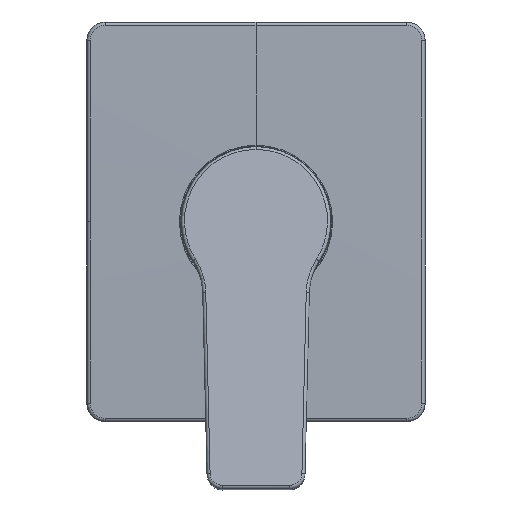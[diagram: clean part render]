
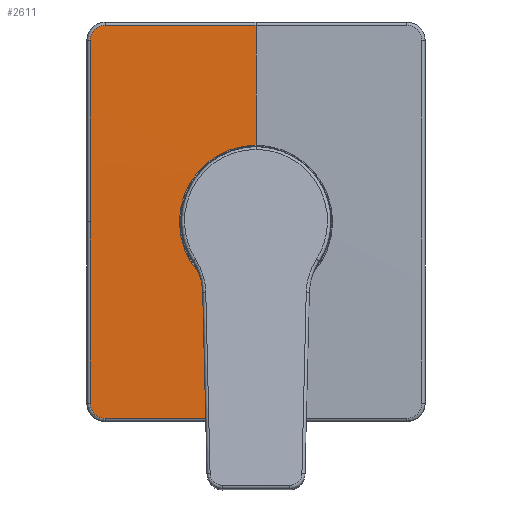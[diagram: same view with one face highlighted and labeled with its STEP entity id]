
A CAD part, top view. The second image highlights one B-rep face of the part: STEP entity #2611.
In plain terms, the highlighted spherical face has radius 4000 mm.
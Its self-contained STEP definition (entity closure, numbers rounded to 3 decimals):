
#37 = EDGE_CURVE ( 'NONE', #2569, #2098, #1409, .T. ) ;
#56 = CIRCLE ( 'NONE', #1532, 3998.087 ) ;
#69 = EDGE_CURVE ( 'NONE', #3799, #1376, #1657, .T. ) ;
#139 = ORIENTED_EDGE ( 'NONE', *, *, #69, .T. ) ;
#359 = EDGE_CURVE ( 'NONE', #1376, #818, #56, .T. ) ;
#363 = FACE_OUTER_BOUND ( 'NONE', #1867, .T. ) ;
#448 = EDGE_CURVE ( 'NONE', #818, #2794, #4573, .T. ) ;
#468 = ORIENTED_EDGE ( 'NONE', *, *, #753, .T. ) ;
#625 = DIRECTION ( 'NONE',  ( -0.017, 0., -1. ) ) ;
#634 = DIRECTION ( 'NONE',  ( 1., 0., -0.017 ) ) ;
#642 = CARTESIAN_POINT ( 'NONE',  ( -91.357, 84.963, -3905.757 ) ) ;
#753 = EDGE_CURVE ( 'NONE', #2569, #3799, #2988, .T. ) ;
#818 = VERTEX_POINT ( 'NONE', #4244 ) ;
#859 = CARTESIAN_POINT ( 'NONE',  ( 32.333, 84.963, -3907.916 ) ) ;
#867 = AXIS2_PLACEMENT_3D ( 'NONE', #2094, #1776, #1399 ) ;
#1132 = EDGE_CURVE ( 'NONE', #2794, #3677, #4310, .T. ) ;
#1166 = AXIS2_PLACEMENT_3D ( 'NONE', #4351, #4339, #4331 ) ;
#1234 = DIRECTION ( 'NONE',  ( 0., -1., 0. ) ) ;
#1256 = SPHERICAL_SURFACE ( 'NONE', #4292, 4000. ) ;
#1260 = ORIENTED_EDGE ( 'NONE', *, *, #359, .T. ) ;
#1261 = ORIENTED_EDGE ( 'NONE', *, *, #4479, .T. ) ;
#1300 = CARTESIAN_POINT ( 'NONE',  ( -16.679, 21.038, 91.272 ) ) ;
#1309 = DIRECTION ( 'NONE',  ( -0.017, 0., -1. ) ) ;
#1316 = DIRECTION ( 'NONE',  ( 1., 0., -0.017 ) ) ;
#1329 = CARTESIAN_POINT ( 'NONE',  ( -91.357, 84.963, -3905.757 ) ) ;
#1376 = VERTEX_POINT ( 'NONE', #3301 ) ;
#1399 = DIRECTION ( 'NONE',  ( 0., 1., 0. ) ) ;
#1409 = CIRCLE ( 'NONE', #1166, 4000. ) ;
#1500 = ORIENTED_EDGE ( 'NONE', *, *, #1132, .T. ) ;
#1532 = AXIS2_PLACEMENT_3D ( 'NONE', #1329, #1316, #1309 ) ;
#1548 = AXIS2_PLACEMENT_3D ( 'NONE', #3860, #3844, #3836 ) ;
#1566 = DIRECTION ( 'NONE',  ( 0., 1., -0.017 ) ) ;
#1611 = CARTESIAN_POINT ( 'NONE',  ( -16.679, 21.038, 91.272 ) ) ;
#1614 = VERTEX_POINT ( 'NONE', #3661 ) ;
#1617 = CARTESIAN_POINT ( 'NONE',  ( -17.976, 21.038, 91.256 ) ) ;
#1646 = CARTESIAN_POINT ( 'NONE',  ( -19.244, 21.57, 91.249 ) ) ;
#1650 = CARTESIAN_POINT ( 'NONE',  ( -21.056, 23.38, 91.253 ) ) ;
#1657 = B_SPLINE_CURVE_WITH_KNOTS ( 'NONE', 3,
 ( #4318, #4370, #4503, #4293, #4227, #4207 ),
 .UNSPECIFIED., .F., .F.,
 ( 4, 2, 4 ),
 ( 0., 0.5, 1. ),
 .UNSPECIFIED. ) ;
#1666 = CARTESIAN_POINT ( 'NONE',  ( -21.589, 25.948, 91.285 ) ) ;
#1683 = CARTESIAN_POINT ( 'NONE',  ( -21.589, 24.652, 91.266 ) ) ;
#1776 = DIRECTION ( 'NONE',  ( 0., 0., 1. ) ) ;
#1867 = EDGE_LOOP ( 'NONE', ( #1261, #4163, #4108, #4050, #468, #139, #1260, #2949, #1500 ) ) ;
#1869 = CARTESIAN_POINT ( 'NONE',  ( -16.679, 148.888, 91.272 ) ) ;
#1939 = CARTESIAN_POINT ( 'NONE',  ( 32.333, 109.863, 92.006 ) ) ;
#2081 = CIRCLE ( 'NONE', #2570, 4000. ) ;
#2094 = CARTESIAN_POINT ( 'NONE',  ( 32.333, 84.963, 92.006 ) ) ;
#2098 = VERTEX_POINT ( 'NONE', #1939 ) ;
#2221 = CIRCLE ( 'NONE', #867, 24.9 ) ;
#2569 = VERTEX_POINT ( 'NONE', #3645 ) ;
#2570 = AXIS2_PLACEMENT_3D ( 'NONE', #859, #3447, #1234 ) ;
#2611 = ADVANCED_FACE ( 'NONE', ( #363 ), #1256, .T. ) ;
#2794 = VERTEX_POINT ( 'NONE', #3816 ) ;
#2949 = ORIENTED_EDGE ( 'NONE', *, *, #448, .T. ) ;
#2988 = CIRCLE ( 'NONE', #1548, 3997.765 ) ;
#2997 = EDGE_CURVE ( 'NONE', #2098, #1614, #2221, .T. ) ;
#3148 = CIRCLE ( 'NONE', #4870, 3997.765 ) ;
#3242 = AXIS2_PLACEMENT_3D ( 'NONE', #642, #634, #625 ) ;
#3301 = CARTESIAN_POINT ( 'NONE',  ( -21.589, 143.978, 91.285 ) ) ;
#3447 = DIRECTION ( 'NONE',  ( -1., 0., 0. ) ) ;
#3645 = CARTESIAN_POINT ( 'NONE',  ( 32.333, 148.883, 91.573 ) ) ;
#3661 = CARTESIAN_POINT ( 'NONE',  ( 32.333, 60.063, 92.006 ) ) ;
#3677 = VERTEX_POINT ( 'NONE', #1300 ) ;
#3717 = CARTESIAN_POINT ( 'NONE',  ( 32.333, 84.963, -3907.916 ) ) ;
#3756 = CARTESIAN_POINT ( 'NONE',  ( 32.333, -48.727, -3905.583 ) ) ;
#3799 = VERTEX_POINT ( 'NONE', #1869 ) ;
#3816 = CARTESIAN_POINT ( 'NONE',  ( -21.589, 25.948, 91.285 ) ) ;
#3836 = DIRECTION ( 'NONE',  ( 0., 0.017, -1. ) ) ;
#3844 = DIRECTION ( 'NONE',  ( 0., -1., -0.017 ) ) ;
#3860 = CARTESIAN_POINT ( 'NONE',  ( 32.333, 218.653, -3905.583 ) ) ;
#4050 = ORIENTED_EDGE ( 'NONE', *, *, #37, .F. ) ;
#4108 = ORIENTED_EDGE ( 'NONE', *, *, #2997, .F. ) ;
#4135 = DIRECTION ( 'NONE',  ( 0., 0.017, 1. ) ) ;
#4163 = ORIENTED_EDGE ( 'NONE', *, *, #4563, .T. ) ;
#4207 = CARTESIAN_POINT ( 'NONE',  ( -21.589, 143.978, 91.285 ) ) ;
#4227 = CARTESIAN_POINT ( 'NONE',  ( -21.589, 145.275, 91.266 ) ) ;
#4244 = CARTESIAN_POINT ( 'NONE',  ( -21.581, 84.963, 91.72 ) ) ;
#4292 = AXIS2_PLACEMENT_3D ( 'NONE', #3717, #4424, #4463 ) ;
#4293 = CARTESIAN_POINT ( 'NONE',  ( -21.057, 146.543, 91.253 ) ) ;
#4310 = B_SPLINE_CURVE_WITH_KNOTS ( 'NONE', 3,
 ( #1666, #1683, #1650, #1646, #1617, #1611 ),
 .UNSPECIFIED., .F., .F.,
 ( 4, 2, 4 ),
 ( 0., 0.5, 1. ),
 .UNSPECIFIED. ) ;
#4318 = CARTESIAN_POINT ( 'NONE',  ( -16.679, 148.888, 91.272 ) ) ;
#4331 = DIRECTION ( 'NONE',  ( 0., 0., -1. ) ) ;
#4339 = DIRECTION ( 'NONE',  ( 1., 0., 0. ) ) ;
#4351 = CARTESIAN_POINT ( 'NONE',  ( 32.333, 84.963, -3907.916 ) ) ;
#4370 = CARTESIAN_POINT ( 'NONE',  ( -17.976, 148.888, 91.256 ) ) ;
#4424 = DIRECTION ( 'NONE',  ( -1., 0., 0. ) ) ;
#4463 = DIRECTION ( 'NONE',  ( 0., 1., 0. ) ) ;
#4479 = EDGE_CURVE ( 'NONE', #3677, #4542, #3148, .T. ) ;
#4503 = CARTESIAN_POINT ( 'NONE',  ( -19.247, 148.355, 91.249 ) ) ;
#4542 = VERTEX_POINT ( 'NONE', #4549 ) ;
#4549 = CARTESIAN_POINT ( 'NONE',  ( 32.333, 21.044, 91.573 ) ) ;
#4563 = EDGE_CURVE ( 'NONE', #4542, #1614, #2081, .T. ) ;
#4573 = CIRCLE ( 'NONE', #3242, 3998.087 ) ;
#4870 = AXIS2_PLACEMENT_3D ( 'NONE', #3756, #1566, #4135 ) ;
